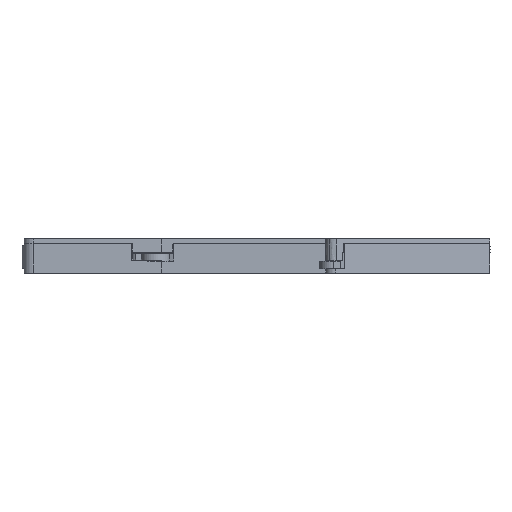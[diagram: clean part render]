
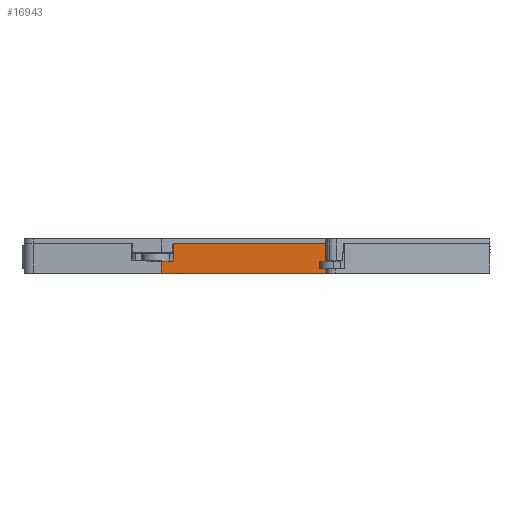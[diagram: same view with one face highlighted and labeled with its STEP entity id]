
A CAD part, front view. The second image highlights one B-rep face of the part: STEP entity #16943.
In plain terms, the highlighted planar face has unit normal (0, -1, 0).
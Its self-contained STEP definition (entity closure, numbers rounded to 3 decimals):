
#769 = ORIENTED_EDGE ( 'NONE', *, *, #32192, .T. ) ;
#946 = CARTESIAN_POINT ( 'NONE',  ( 29.5, 5.7, -0.2 ) ) ;
#2091 = LINE ( 'NONE', #11579, #26667 ) ;
#2566 = VECTOR ( 'NONE', #15857, 1000. ) ;
#3114 = CARTESIAN_POINT ( 'NONE',  ( 32., 5.7, 0. ) ) ;
#3494 = DIRECTION ( 'NONE',  ( 0., 0., 1. ) ) ;
#6088 = VERTEX_POINT ( 'NONE', #17895 ) ;
#6436 = DIRECTION ( 'NONE',  ( 0., 0., 1. ) ) ;
#8645 = AXIS2_PLACEMENT_3D ( 'NONE', #20545, #20403, #37339 ) ;
#9788 = LINE ( 'NONE', #24964, #26237 ) ;
#9866 = CARTESIAN_POINT ( 'NONE',  ( 29.5, 5.7, 2.5 ) ) ;
#10590 = ORIENTED_EDGE ( 'NONE', *, *, #20652, .F. ) ;
#11094 = EDGE_CURVE ( 'NONE', #26319, #13483, #9788, .T. ) ;
#11192 = CARTESIAN_POINT ( 'NONE',  ( 29.5, 5.7, -0.2 ) ) ;
#11579 = CARTESIAN_POINT ( 'NONE',  ( 29.5, 5.7, 0. ) ) ;
#13483 = VERTEX_POINT ( 'NONE', #37349 ) ;
#13808 = PLANE ( 'NONE',  #8645 ) ;
#15191 = EDGE_CURVE ( 'NONE', #32316, #37360, #2091, .T. ) ;
#15572 = ORIENTED_EDGE ( 'NONE', *, *, #15191, .F. ) ;
#15857 = DIRECTION ( 'NONE',  ( 0., 0., -1. ) ) ;
#16008 = VECTOR ( 'NONE', #6436, 1000. ) ;
#16093 = FACE_OUTER_BOUND ( 'NONE', #36753, .T. ) ;
#16783 = CARTESIAN_POINT ( 'NONE',  ( 64.8, 5.7, 0. ) ) ;
#16943 = ADVANCED_FACE ( 'NONE', ( #16093 ), #13808, .F. ) ;
#17439 = VECTOR ( 'NONE', #3494, 1000. ) ;
#17892 = EDGE_CURVE ( 'NONE', #6088, #32316, #19568, .T. ) ;
#17895 = CARTESIAN_POINT ( 'NONE',  ( 64.8, 5.7, -0.2 ) ) ;
#19414 = VECTOR ( 'NONE', #31597, 1000. ) ;
#19568 = LINE ( 'NONE', #11192, #36504 ) ;
#20403 = DIRECTION ( 'NONE',  ( 0., 1., 0. ) ) ;
#20545 = CARTESIAN_POINT ( 'NONE',  ( 29.5, 5.7, 0. ) ) ;
#20652 = EDGE_CURVE ( 'NONE', #37360, #41070, #37362, .T. ) ;
#21564 = LINE ( 'NONE', #16783, #17439 ) ;
#22028 = LINE ( 'NONE', #3114, #2566 ) ;
#23514 = CARTESIAN_POINT ( 'NONE',  ( 64.8, 5.7, 0.8 ) ) ;
#24026 = ORIENTED_EDGE ( 'NONE', *, *, #17892, .F. ) ;
#24964 = CARTESIAN_POINT ( 'NONE',  ( 29.5, 5.7, 6.2 ) ) ;
#24981 = DIRECTION ( 'NONE',  ( 0., 0., 1. ) ) ;
#25175 = CARTESIAN_POINT ( 'NONE',  ( 29.5, 5.7, 2.5 ) ) ;
#25239 = DIRECTION ( 'NONE',  ( -1., 0., 0. ) ) ;
#25955 = CARTESIAN_POINT ( 'NONE',  ( 64.8, 5.7, 6.2 ) ) ;
#26237 = VECTOR ( 'NONE', #25239, 1000. ) ;
#26319 = VERTEX_POINT ( 'NONE', #25955 ) ;
#26667 = VECTOR ( 'NONE', #24981, 1000. ) ;
#28955 = CARTESIAN_POINT ( 'NONE',  ( 64.8, 5.7, 0. ) ) ;
#30008 = EDGE_CURVE ( 'NONE', #13483, #41070, #22028, .T. ) ;
#30725 = ORIENTED_EDGE ( 'NONE', *, *, #11094, .T. ) ;
#31597 = DIRECTION ( 'NONE',  ( 1., 0., 0. ) ) ;
#31732 = ORIENTED_EDGE ( 'NONE', *, *, #30008, .T. ) ;
#32192 = EDGE_CURVE ( 'NONE', #39909, #26319, #37026, .T. ) ;
#32316 = VERTEX_POINT ( 'NONE', #946 ) ;
#33213 = ORIENTED_EDGE ( 'NONE', *, *, #41942, .T. ) ;
#36504 = VECTOR ( 'NONE', #41116, 1000. ) ;
#36753 = EDGE_LOOP ( 'NONE', ( #30725, #31732, #10590, #15572, #24026, #33213, #769 ) ) ;
#37026 = LINE ( 'NONE', #28955, #16008 ) ;
#37339 = DIRECTION ( 'NONE',  ( 0.707, 0., 0.707 ) ) ;
#37349 = CARTESIAN_POINT ( 'NONE',  ( 32., 5.7, 6.2 ) ) ;
#37360 = VERTEX_POINT ( 'NONE', #9866 ) ;
#37362 = LINE ( 'NONE', #25175, #19414 ) ;
#39333 = CARTESIAN_POINT ( 'NONE',  ( 32., 5.7, 2.5 ) ) ;
#39909 = VERTEX_POINT ( 'NONE', #23514 ) ;
#41070 = VERTEX_POINT ( 'NONE', #39333 ) ;
#41116 = DIRECTION ( 'NONE',  ( -1., 0., 0. ) ) ;
#41942 = EDGE_CURVE ( 'NONE', #6088, #39909, #21564, .T. ) ;
